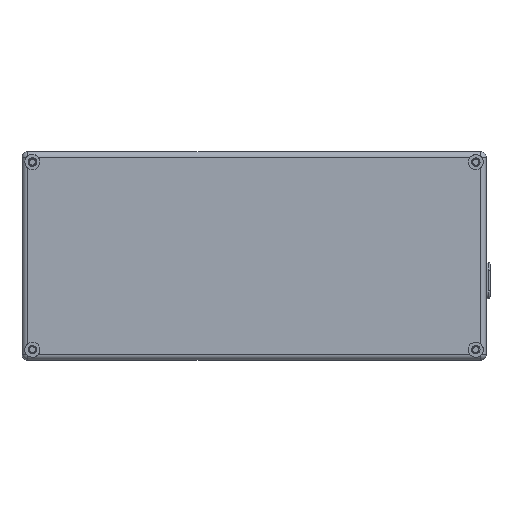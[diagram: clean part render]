
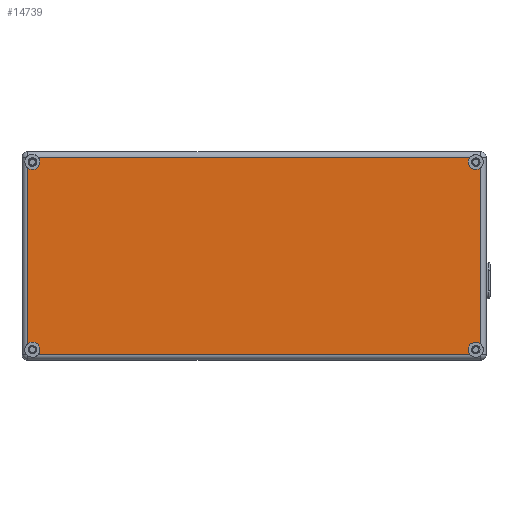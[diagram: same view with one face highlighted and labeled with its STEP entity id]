
A CAD part, top view. The second image highlights one B-rep face of the part: STEP entity #14739.
In plain terms, the highlighted planar face has unit normal (0, 0, 1).
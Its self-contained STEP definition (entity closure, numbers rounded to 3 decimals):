
#289=PLANE('',#15915);
#1131=FACE_OUTER_BOUND('',#2017,.T.);
#2017=EDGE_LOOP('',(#12802,#12803,#12804,#12805,#12806,#12807,#12808,#12809,
#12810,#12811));
#2535=CIRCLE('',#15916,4.);
#2536=CIRCLE('',#15917,4.);
#2537=CIRCLE('',#15918,4.);
#2538=CIRCLE('',#15919,4.);
#2539=CIRCLE('',#15920,4.);
#2540=CIRCLE('',#15921,4.);
#4177=LINE('',#49534,#5087);
#4204=LINE('',#49663,#5114);
#4211=LINE('',#49741,#5121);
#4216=LINE('',#49785,#5126);
#5087=VECTOR('',#18803,10.);
#5114=VECTOR('',#18860,10.);
#5121=VECTOR('',#18879,10.);
#5126=VECTOR('',#18892,10.);
#6561=VERTEX_POINT('',#49532);
#6562=VERTEX_POINT('',#49533);
#6584=VERTEX_POINT('',#49649);
#6585=VERTEX_POINT('',#49662);
#6595=VERTEX_POINT('',#49731);
#6596=VERTEX_POINT('',#49740);
#6602=VERTEX_POINT('',#49783);
#6603=VERTEX_POINT('',#49784);
#6604=VERTEX_POINT('',#49788);
#6605=VERTEX_POINT('',#49791);
#8663=EDGE_CURVE('',#6561,#6562,#4177,.T.);
#8698=EDGE_CURVE('',#6584,#6585,#4204,.T.);
#8712=EDGE_CURVE('',#6595,#6596,#4211,.T.);
#8721=EDGE_CURVE('',#6602,#6603,#4216,.T.);
#8722=EDGE_CURVE('',#6602,#6596,#2535,.T.);
#8723=EDGE_CURVE('',#6595,#6562,#2536,.T.);
#8724=EDGE_CURVE('',#6561,#6604,#2537,.T.);
#8725=EDGE_CURVE('',#6604,#6585,#2538,.T.);
#8726=EDGE_CURVE('',#6584,#6605,#2539,.T.);
#8727=EDGE_CURVE('',#6605,#6603,#2540,.T.);
#12802=ORIENTED_EDGE('',*,*,#8721,.F.);
#12803=ORIENTED_EDGE('',*,*,#8722,.T.);
#12804=ORIENTED_EDGE('',*,*,#8712,.F.);
#12805=ORIENTED_EDGE('',*,*,#8723,.T.);
#12806=ORIENTED_EDGE('',*,*,#8663,.F.);
#12807=ORIENTED_EDGE('',*,*,#8724,.T.);
#12808=ORIENTED_EDGE('',*,*,#8725,.T.);
#12809=ORIENTED_EDGE('',*,*,#8698,.F.);
#12810=ORIENTED_EDGE('',*,*,#8726,.T.);
#12811=ORIENTED_EDGE('',*,*,#8727,.T.);
#14739=ADVANCED_FACE('',(#1131),#289,.T.);
#15915=AXIS2_PLACEMENT_3D('',#49782,#18890,#18891);
#15916=AXIS2_PLACEMENT_3D('',#49786,#18893,#18894);
#15917=AXIS2_PLACEMENT_3D('',#49787,#18895,#18896);
#15918=AXIS2_PLACEMENT_3D('',#49789,#18897,#18898);
#15919=AXIS2_PLACEMENT_3D('',#49790,#18899,#18900);
#15920=AXIS2_PLACEMENT_3D('',#49792,#18901,#18902);
#15921=AXIS2_PLACEMENT_3D('',#49793,#18903,#18904);
#18803=DIRECTION('',(-1.,0.,0.));
#18860=DIRECTION('',(0.,-1.,0.));
#18879=DIRECTION('',(0.,1.,0.));
#18890=DIRECTION('center_axis',(0.,0.,1.));
#18891=DIRECTION('ref_axis',(1.,0.,0.));
#18892=DIRECTION('',(1.,0.,0.));
#18893=DIRECTION('center_axis',(0.,0.,-1.));
#18894=DIRECTION('ref_axis',(1.,0.,0.));
#18895=DIRECTION('center_axis',(0.,0.,-1.));
#18896=DIRECTION('ref_axis',(1.,0.,0.));
#18897=DIRECTION('center_axis',(0.,0.,-1.));
#18898=DIRECTION('ref_axis',(1.,0.,0.));
#18899=DIRECTION('center_axis',(0.,0.,-1.));
#18900=DIRECTION('ref_axis',(1.,0.,0.));
#18901=DIRECTION('center_axis',(0.,0.,-1.));
#18902=DIRECTION('ref_axis',(1.,0.,0.));
#18903=DIRECTION('center_axis',(0.,0.,-1.));
#18904=DIRECTION('ref_axis',(1.,0.,0.));
#49532=CARTESIAN_POINT('',(78.378,-52.,65.));
#49533=CARTESIAN_POINT('',(-149.378,-52.,65.));
#49534=CARTESIAN_POINT('',(-96.75,-52.,65.));
#49649=CARTESIAN_POINT('',(84.,46.378,65.));
#49662=CARTESIAN_POINT('',(84.,-46.378,65.));
#49663=CARTESIAN_POINT('',(84.,-27.5,65.));
#49731=CARTESIAN_POINT('',(-155.,-46.378,65.));
#49740=CARTESIAN_POINT('',(-155.,46.378,65.));
#49741=CARTESIAN_POINT('',(-155.,27.5,65.));
#49782=CARTESIAN_POINT('Origin',(-35.5,0.,65.));
#49783=CARTESIAN_POINT('',(-149.378,52.,65.));
#49784=CARTESIAN_POINT('',(78.378,52.,65.));
#49785=CARTESIAN_POINT('',(25.75,52.,65.));
#49786=CARTESIAN_POINT('Origin',(-152.5,49.5,65.));
#49787=CARTESIAN_POINT('Origin',(-152.5,-49.5,65.));
#49788=CARTESIAN_POINT('',(77.5,-49.5,65.));
#49789=CARTESIAN_POINT('Origin',(81.5,-49.5,65.));
#49790=CARTESIAN_POINT('Origin',(81.5,-49.5,65.));
#49791=CARTESIAN_POINT('',(77.5,49.5,65.));
#49792=CARTESIAN_POINT('Origin',(81.5,49.5,65.));
#49793=CARTESIAN_POINT('Origin',(81.5,49.5,65.));
